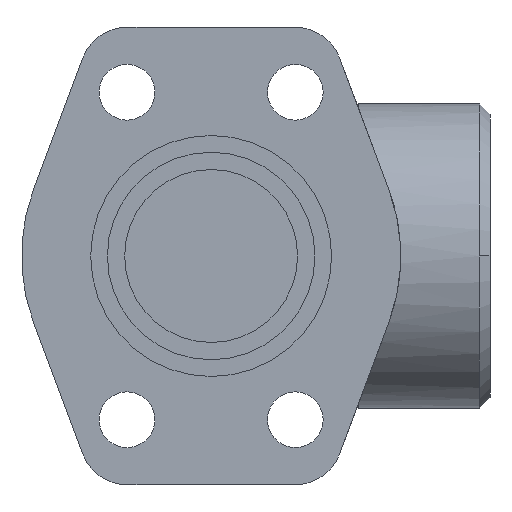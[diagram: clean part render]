
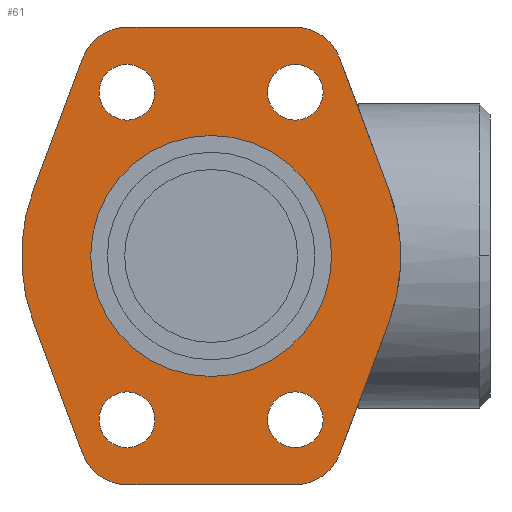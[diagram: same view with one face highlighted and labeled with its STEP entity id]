
A CAD part, front view. The second image highlights one B-rep face of the part: STEP entity #61.
In plain terms, the highlighted planar face has unit normal (0, -1, 0).
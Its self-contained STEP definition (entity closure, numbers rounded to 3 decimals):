
#61=ADVANCED_FACE('',(#123,#124,#125,#126,#127,#128),#129,.F.);
#123=FACE_BOUND('',#225,.T.);
#124=FACE_OUTER_BOUND('',#226,.T.);
#125=FACE_BOUND('',#227,.T.);
#126=FACE_BOUND('',#228,.T.);
#127=FACE_BOUND('',#229,.T.);
#128=FACE_BOUND('',#230,.T.);
#129=PLANE('',#231);
#225=EDGE_LOOP('',(#405,#406));
#226=EDGE_LOOP('',(#407,#408,#409,#410,#411,#412,#413,#414,#415,#416,#417,#418));
#227=EDGE_LOOP('',(#419,#420));
#228=EDGE_LOOP('',(#421,#422));
#229=EDGE_LOOP('',(#423,#424));
#230=EDGE_LOOP('',(#425,#426));
#231=AXIS2_PLACEMENT_3D('',#427,#428,#429);
#405=ORIENTED_EDGE('',*,*,#712,.T.);
#406=ORIENTED_EDGE('',*,*,#705,.T.);
#407=ORIENTED_EDGE('',*,*,#714,.F.);
#408=ORIENTED_EDGE('',*,*,#715,.F.);
#409=ORIENTED_EDGE('',*,*,#716,.T.);
#410=ORIENTED_EDGE('',*,*,#717,.F.);
#411=ORIENTED_EDGE('',*,*,#718,.T.);
#412=ORIENTED_EDGE('',*,*,#719,.F.);
#413=ORIENTED_EDGE('',*,*,#720,.F.);
#414=ORIENTED_EDGE('',*,*,#721,.F.);
#415=ORIENTED_EDGE('',*,*,#722,.T.);
#416=ORIENTED_EDGE('',*,*,#723,.F.);
#417=ORIENTED_EDGE('',*,*,#724,.T.);
#418=ORIENTED_EDGE('',*,*,#725,.F.);
#419=ORIENTED_EDGE('',*,*,#726,.T.);
#420=ORIENTED_EDGE('',*,*,#689,.T.);
#421=ORIENTED_EDGE('',*,*,#727,.T.);
#422=ORIENTED_EDGE('',*,*,#693,.T.);
#423=ORIENTED_EDGE('',*,*,#728,.T.);
#424=ORIENTED_EDGE('',*,*,#697,.T.);
#425=ORIENTED_EDGE('',*,*,#729,.T.);
#426=ORIENTED_EDGE('',*,*,#701,.T.);
#427=CARTESIAN_POINT('',(0.,0.,0.));
#428=DIRECTION('',(0.,1.0,0.));
#429=DIRECTION('',(0.,0.0,-1.0));
#689=EDGE_CURVE('',#824,#828,#830,.T.);
#693=EDGE_CURVE('',#832,#836,#838,.T.);
#697=EDGE_CURVE('',#840,#844,#846,.T.);
#701=EDGE_CURVE('',#848,#852,#854,.T.);
#705=EDGE_CURVE('',#856,#860,#862,.T.);
#712=EDGE_CURVE('',#860,#856,#873,.T.);
#714=EDGE_CURVE('',#875,#876,#877,.T.);
#715=EDGE_CURVE('',#878,#875,#879,.T.);
#716=EDGE_CURVE('',#878,#880,#881,.T.);
#717=EDGE_CURVE('',#882,#880,#883,.T.);
#718=EDGE_CURVE('',#882,#884,#885,.T.);
#719=EDGE_CURVE('',#886,#884,#887,.T.);
#720=EDGE_CURVE('',#888,#886,#889,.T.);
#721=EDGE_CURVE('',#890,#888,#891,.T.);
#722=EDGE_CURVE('',#890,#892,#893,.T.);
#723=EDGE_CURVE('',#894,#892,#895,.T.);
#724=EDGE_CURVE('',#894,#896,#897,.T.);
#725=EDGE_CURVE('',#876,#896,#898,.T.);
#726=EDGE_CURVE('',#828,#824,#899,.T.);
#727=EDGE_CURVE('',#836,#832,#900,.T.);
#728=EDGE_CURVE('',#844,#840,#901,.T.);
#729=EDGE_CURVE('',#852,#848,#902,.T.);
#824=VERTEX_POINT('',#1035);
#828=VERTEX_POINT('',#1040);
#830=CIRCLE('',#1043,5.0);
#832=VERTEX_POINT('',#1045);
#836=VERTEX_POINT('',#1050);
#838=CIRCLE('',#1053,5.0);
#840=VERTEX_POINT('',#1055);
#844=VERTEX_POINT('',#1060);
#846=CIRCLE('',#1063,5.0);
#848=VERTEX_POINT('',#1065);
#852=VERTEX_POINT('',#1070);
#854=CIRCLE('',#1073,5.0);
#856=VERTEX_POINT('',#1075);
#860=VERTEX_POINT('',#1080);
#862=CIRCLE('',#1083,21.6);
#873=CIRCLE('',#1096,21.6);
#875=VERTEX_POINT('',#1098);
#876=VERTEX_POINT('',#1099);
#877=LINE('',#1100,#1101);
#878=VERTEX_POINT('',#1102);
#879=CIRCLE('',#1103,34.0);
#880=VERTEX_POINT('',#1104);
#881=LINE('',#1105,#1106);
#882=VERTEX_POINT('',#1107);
#883=CIRCLE('',#1108,8.5);
#884=VERTEX_POINT('',#1109);
#885=LINE('',#1110,#1111);
#886=VERTEX_POINT('',#1112);
#887=CIRCLE('',#1113,8.5);
#888=VERTEX_POINT('',#1114);
#889=LINE('',#1115,#1116);
#890=VERTEX_POINT('',#1117);
#891=CIRCLE('',#1118,34.0);
#892=VERTEX_POINT('',#1119);
#893=LINE('',#1120,#1121);
#894=VERTEX_POINT('',#1122);
#895=CIRCLE('',#1123,8.5);
#896=VERTEX_POINT('',#1124);
#897=LINE('',#1125,#1126);
#898=CIRCLE('',#1127,8.5);
#899=CIRCLE('',#1128,5.0);
#900=CIRCLE('',#1129,5.0);
#901=CIRCLE('',#1130,5.0);
#902=CIRCLE('',#1131,5.0);
#1035=CARTESIAN_POINT('',(-10.09,0.,-29.36));
#1040=CARTESIAN_POINT('',(-20.09,0.,-29.36));
#1043=AXIS2_PLACEMENT_3D('',#1393,#1394,#1395);
#1045=CARTESIAN_POINT('',(20.09,0.,-29.36));
#1050=CARTESIAN_POINT('',(10.09,0.,-29.36));
#1053=AXIS2_PLACEMENT_3D('',#1401,#1402,#1403);
#1055=CARTESIAN_POINT('',(-10.09,0.,29.36));
#1060=CARTESIAN_POINT('',(-20.09,0.,29.36));
#1063=AXIS2_PLACEMENT_3D('',#1409,#1410,#1411);
#1065=CARTESIAN_POINT('',(20.09,0.,29.36));
#1070=CARTESIAN_POINT('',(10.09,0.,29.36));
#1073=AXIS2_PLACEMENT_3D('',#1417,#1418,#1419);
#1075=CARTESIAN_POINT('',(-21.6,0.,0.));
#1080=CARTESIAN_POINT('',(21.6,0.,0.));
#1083=AXIS2_PLACEMENT_3D('',#1425,#1426,#1427);
#1096=AXIS2_PLACEMENT_3D('',#1442,#1443,#1444);
#1098=CARTESIAN_POINT('',(-31.854,0.,11.887));
#1099=CARTESIAN_POINT('',(-23.054,0.,35.472));
#1100=CARTESIAN_POINT('',(-31.854,0.,11.887));
#1101=VECTOR('',#1448,1.0);
#1102=CARTESIAN_POINT('',(-31.854,0.,-11.887));
#1103=AXIS2_PLACEMENT_3D('',#1449,#1450,#1451);
#1104=CARTESIAN_POINT('',(-23.054,0.,-35.472));
#1105=CARTESIAN_POINT('',(-31.854,0.,-11.887));
#1106=VECTOR('',#1452,1.0);
#1107=CARTESIAN_POINT('',(-15.09,0.,-41.0));
#1108=AXIS2_PLACEMENT_3D('',#1453,#1454,#1455);
#1109=CARTESIAN_POINT('',(15.09,0.,-41.0));
#1110=CARTESIAN_POINT('',(-15.09,0.,-41.0));
#1111=VECTOR('',#1456,1.0);
#1112=CARTESIAN_POINT('',(23.054,0.,-35.472));
#1113=AXIS2_PLACEMENT_3D('',#1457,#1458,#1459);
#1114=CARTESIAN_POINT('',(31.854,0.,-11.887));
#1115=CARTESIAN_POINT('',(31.854,0.,-11.887));
#1116=VECTOR('',#1460,1.0);
#1117=CARTESIAN_POINT('',(31.854,0.,11.887));
#1118=AXIS2_PLACEMENT_3D('',#1461,#1462,#1463);
#1119=CARTESIAN_POINT('',(23.054,0.,35.472));
#1120=CARTESIAN_POINT('',(31.854,0.,11.887));
#1121=VECTOR('',#1464,1.0);
#1122=CARTESIAN_POINT('',(15.09,0.,41.0));
#1123=AXIS2_PLACEMENT_3D('',#1465,#1466,#1467);
#1124=CARTESIAN_POINT('',(-15.09,0.,41.0));
#1125=CARTESIAN_POINT('',(15.09,0.,41.0));
#1126=VECTOR('',#1468,1.0);
#1127=AXIS2_PLACEMENT_3D('',#1469,#1470,#1471);
#1128=AXIS2_PLACEMENT_3D('',#1472,#1473,#1474);
#1129=AXIS2_PLACEMENT_3D('',#1475,#1476,#1477);
#1130=AXIS2_PLACEMENT_3D('',#1478,#1479,#1480);
#1131=AXIS2_PLACEMENT_3D('',#1481,#1482,#1483);
#1393=CARTESIAN_POINT('',(-15.09,0.0,-29.36));
#1394=DIRECTION('',(0.,1.0,0.));
#1395=DIRECTION('',(1.0,0.,0.));
#1401=CARTESIAN_POINT('',(15.09,0.0,-29.36));
#1402=DIRECTION('',(0.,1.0,0.));
#1403=DIRECTION('',(1.0,0.,0.));
#1409=CARTESIAN_POINT('',(-15.09,0.0,29.36));
#1410=DIRECTION('',(0.,1.0,0.));
#1411=DIRECTION('',(1.0,0.,0.));
#1417=CARTESIAN_POINT('',(15.09,0.0,29.36));
#1418=DIRECTION('',(0.,1.0,0.));
#1419=DIRECTION('',(1.0,0.,0.));
#1425=CARTESIAN_POINT('',(0.0,0.0,0.0));
#1426=DIRECTION('',(0.,1.0,0.));
#1427=DIRECTION('',(-1.0,0.,0.));
#1442=CARTESIAN_POINT('',(0.0,0.0,0.0));
#1443=DIRECTION('',(0.,1.0,0.));
#1444=DIRECTION('',(-1.0,0.,0.));
#1448=DIRECTION('',(0.35,0.,0.937));
#1449=CARTESIAN_POINT('',(0.0,0.0,0.0));
#1450=DIRECTION('',(0.,1.0,0.));
#1451=DIRECTION('',(0.,0.0,-1.0));
#1452=DIRECTION('',(0.35,0.,-0.937));
#1453=CARTESIAN_POINT('',(-15.09,0.,-32.5));
#1454=DIRECTION('',(0.,1.0,0.));
#1455=DIRECTION('',(0.,0.0,-1.0));
#1456=DIRECTION('',(1.0,0.,0.));
#1457=CARTESIAN_POINT('',(15.09,0.,-32.5));
#1458=DIRECTION('',(0.,1.0,0.));
#1459=DIRECTION('',(0.,0.0,-1.0));
#1460=DIRECTION('',(-0.35,0.,-0.937));
#1461=CARTESIAN_POINT('',(0.0,0.0,0.0));
#1462=DIRECTION('',(0.,1.0,0.));
#1463=DIRECTION('',(0.,0.0,-1.0));
#1464=DIRECTION('',(-0.35,0.,0.937));
#1465=CARTESIAN_POINT('',(15.09,0.,32.5));
#1466=DIRECTION('',(0.,1.0,0.));
#1467=DIRECTION('',(0.,0.0,-1.0));
#1468=DIRECTION('',(-1.0,0.,0.));
#1469=CARTESIAN_POINT('',(-15.09,0.,32.5));
#1470=DIRECTION('',(0.,1.0,0.));
#1471=DIRECTION('',(0.,0.0,-1.0));
#1472=CARTESIAN_POINT('',(-15.09,0.0,-29.36));
#1473=DIRECTION('',(0.,1.0,0.));
#1474=DIRECTION('',(1.0,0.,0.));
#1475=CARTESIAN_POINT('',(15.09,0.0,-29.36));
#1476=DIRECTION('',(0.,1.0,0.));
#1477=DIRECTION('',(1.0,0.,0.));
#1478=CARTESIAN_POINT('',(-15.09,0.0,29.36));
#1479=DIRECTION('',(0.,1.0,0.));
#1480=DIRECTION('',(1.0,0.,0.));
#1481=CARTESIAN_POINT('',(15.09,0.0,29.36));
#1482=DIRECTION('',(0.,1.0,0.));
#1483=DIRECTION('',(1.0,0.,0.));
